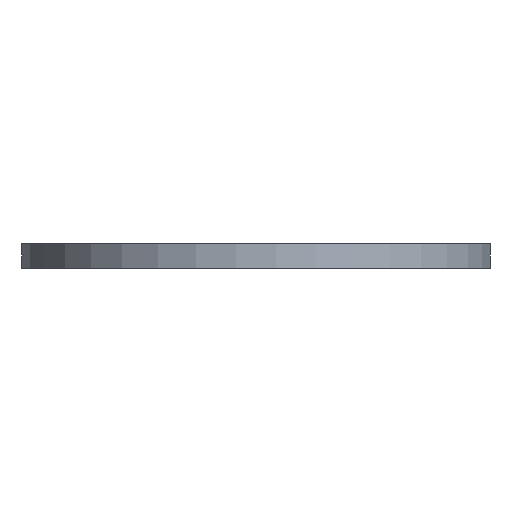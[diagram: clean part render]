
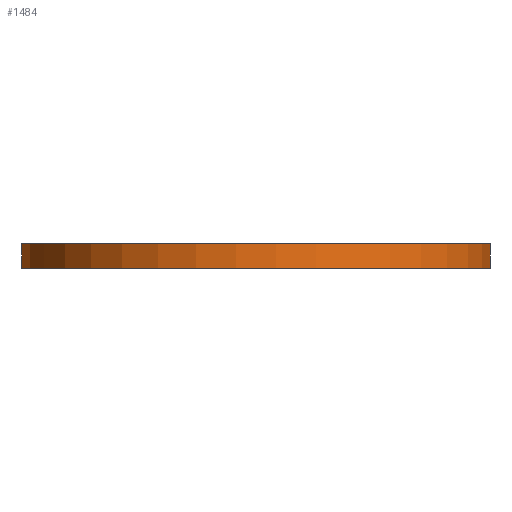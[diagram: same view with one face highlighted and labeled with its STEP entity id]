
A CAD part, front view. The second image highlights one B-rep face of the part: STEP entity #1484.
In plain terms, the highlighted cylindrical face has radius 25 mm (diameter 50 mm), a partial arc.
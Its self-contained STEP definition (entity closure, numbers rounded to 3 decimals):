
#22=CYLINDRICAL_SURFACE('',#1564,25.);
#24=CIRCLE('',#1550,25.);
#33=CIRCLE('',#1565,25.);
#102=FACE_OUTER_BOUND('',#189,.T.);
#189=EDGE_LOOP('',(#1157,#1158,#1159,#1160));
#280=LINE('',#2371,#376);
#283=LINE('',#2380,#379);
#376=VECTOR('',#1661,10.);
#379=VECTOR('',#1672,10.);
#616=VERTEX_POINT('',#2352);
#617=VERTEX_POINT('',#2353);
#622=VERTEX_POINT('',#2368);
#625=VERTEX_POINT('',#2378);
#803=EDGE_CURVE('',#616,#617,#24,.T.);
#811=EDGE_CURVE('',#622,#616,#280,.T.);
#816=EDGE_CURVE('',#625,#617,#283,.T.);
#817=EDGE_CURVE('',#622,#625,#33,.T.);
#1157=ORIENTED_EDGE('',*,*,#817,.T.);
#1158=ORIENTED_EDGE('',*,*,#816,.T.);
#1159=ORIENTED_EDGE('',*,*,#803,.F.);
#1160=ORIENTED_EDGE('',*,*,#811,.F.);
#1484=ADVANCED_FACE('',(#102),#22,.T.);
#1550=AXIS2_PLACEMENT_3D('',#2354,#1640,#1641);
#1564=AXIS2_PLACEMENT_3D('',#2381,#1673,#1674);
#1565=AXIS2_PLACEMENT_3D('',#2382,#1675,#1676);
#1640=DIRECTION('center_axis',(0.,0.,1.));
#1641=DIRECTION('ref_axis',(1.,0.,0.));
#1661=DIRECTION('',(0.,0.,1.));
#1672=DIRECTION('',(0.,0.,1.));
#1673=DIRECTION('center_axis',(0.,0.,1.));
#1674=DIRECTION('ref_axis',(0.,-1.,0.));
#1675=DIRECTION('center_axis',(0.,0.,1.));
#1676=DIRECTION('ref_axis',(1.,0.,0.));
#2352=CARTESIAN_POINT('',(-7.,24.,2.6));
#2353=CARTESIAN_POINT('',(7.,24.,2.6));
#2354=CARTESIAN_POINT('Origin',(0.,0.,2.6));
#2368=CARTESIAN_POINT('',(-7.,24.,0.));
#2371=CARTESIAN_POINT('',(-7.,24.,0.));
#2378=CARTESIAN_POINT('',(7.,24.,0.));
#2380=CARTESIAN_POINT('',(7.,24.,0.));
#2381=CARTESIAN_POINT('Origin',(0.,0.,0.));
#2382=CARTESIAN_POINT('Origin',(0.,0.,0.));
